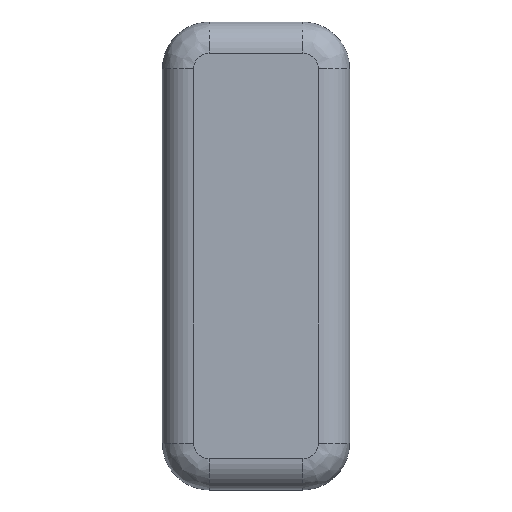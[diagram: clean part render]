
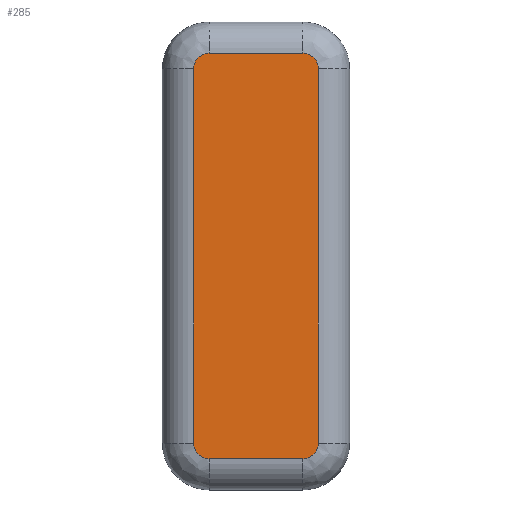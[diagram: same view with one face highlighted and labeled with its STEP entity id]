
A CAD part, top view. The second image highlights one B-rep face of the part: STEP entity #285.
In plain terms, the highlighted planar face has unit normal (0, 0, 1).
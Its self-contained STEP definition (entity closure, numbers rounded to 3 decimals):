
#17=PLANE('',#337);
#21=LINE('',#457,#41);
#23=LINE('',#477,#43);
#25=LINE('',#497,#45);
#27=LINE('',#514,#47);
#41=VECTOR('',#359,10.);
#43=VECTOR('',#371,10.);
#45=VECTOR('',#383,10.);
#47=VECTOR('',#393,10.);
#81=FACE_OUTER_BOUND('',#99,.T.);
#99=EDGE_LOOP('',(#237,#238,#239,#240,#241,#242,#243,#244));
#108=CIRCLE('',#314,1.);
#111=CIRCLE('',#318,1.);
#115=CIRCLE('',#323,1.);
#119=CIRCLE('',#328,1.);
#125=VERTEX_POINT('',#445);
#128=VERTEX_POINT('',#450);
#130=VERTEX_POINT('',#455);
#132=VERTEX_POINT('',#469);
#134=VERTEX_POINT('',#475);
#136=VERTEX_POINT('',#489);
#138=VERTEX_POINT('',#495);
#140=VERTEX_POINT('',#509);
#152=EDGE_CURVE('',#128,#125,#108,.T.);
#154=EDGE_CURVE('',#130,#128,#21,.T.);
#157=EDGE_CURVE('',#132,#130,#111,.T.);
#160=EDGE_CURVE('',#134,#132,#23,.T.);
#163=EDGE_CURVE('',#136,#134,#115,.T.);
#166=EDGE_CURVE('',#138,#136,#25,.T.);
#169=EDGE_CURVE('',#140,#138,#119,.T.);
#171=EDGE_CURVE('',#125,#140,#27,.T.);
#237=ORIENTED_EDGE('',*,*,#152,.F.);
#238=ORIENTED_EDGE('',*,*,#154,.F.);
#239=ORIENTED_EDGE('',*,*,#157,.F.);
#240=ORIENTED_EDGE('',*,*,#160,.F.);
#241=ORIENTED_EDGE('',*,*,#163,.F.);
#242=ORIENTED_EDGE('',*,*,#166,.F.);
#243=ORIENTED_EDGE('',*,*,#169,.F.);
#244=ORIENTED_EDGE('',*,*,#171,.F.);
#285=ADVANCED_FACE('',(#81),#17,.T.);
#314=AXIS2_PLACEMENT_3D('',#452,#353,#354);
#318=AXIS2_PLACEMENT_3D('',#471,#363,#364);
#323=AXIS2_PLACEMENT_3D('',#491,#375,#376);
#328=AXIS2_PLACEMENT_3D('',#511,#387,#388);
#337=AXIS2_PLACEMENT_3D('',#534,#414,#415);
#353=DIRECTION('center_axis',(0.,0.,
-1.));
#354=DIRECTION('ref_axis',(0.707,0.707,0.));
#359=DIRECTION('',(1.,0.,0.));
#363=DIRECTION('center_axis',(0.,0.,
-1.));
#364=DIRECTION('ref_axis',(-0.707,0.707,0.));
#371=DIRECTION('',(0.,1.,0.));
#375=DIRECTION('center_axis',(0.,0.,
-1.));
#376=DIRECTION('ref_axis',(-0.707,-0.707,0.));
#383=DIRECTION('',(-1.,0.,0.));
#387=DIRECTION('center_axis',(0.,0.,
-1.));
#388=DIRECTION('ref_axis',(0.707,-0.707,0.));
#393=DIRECTION('',(0.,-1.,0.));
#414=DIRECTION('center_axis',(0.,0.,
1.));
#415=DIRECTION('ref_axis',(1.,0.,0.));
#445=CARTESIAN_POINT('',(4.,12.,3.));
#450=CARTESIAN_POINT('',(3.,13.,3.));
#452=CARTESIAN_POINT('Origin',(3.,12.,3.));
#455=CARTESIAN_POINT('',(-3.,13.,3.));
#457=CARTESIAN_POINT('',(1.5,13.,3.));
#469=CARTESIAN_POINT('',(-4.,12.,3.));
#471=CARTESIAN_POINT('Origin',(-3.,12.,3.));
#475=CARTESIAN_POINT('',(-4.,-12.,3.));
#477=CARTESIAN_POINT('',(-4.,6.,3.));
#489=CARTESIAN_POINT('',(-3.,-13.,3.));
#491=CARTESIAN_POINT('Origin',(-3.,-12.,3.));
#495=CARTESIAN_POINT('',(3.,-13.,3.));
#497=CARTESIAN_POINT('',(-1.5,-13.,3.));
#509=CARTESIAN_POINT('',(4.,-12.,3.));
#511=CARTESIAN_POINT('Origin',(3.,-12.,3.));
#514=CARTESIAN_POINT('',(4.,-6.,3.));
#534=CARTESIAN_POINT('Origin',(0.,0.,
3.));
